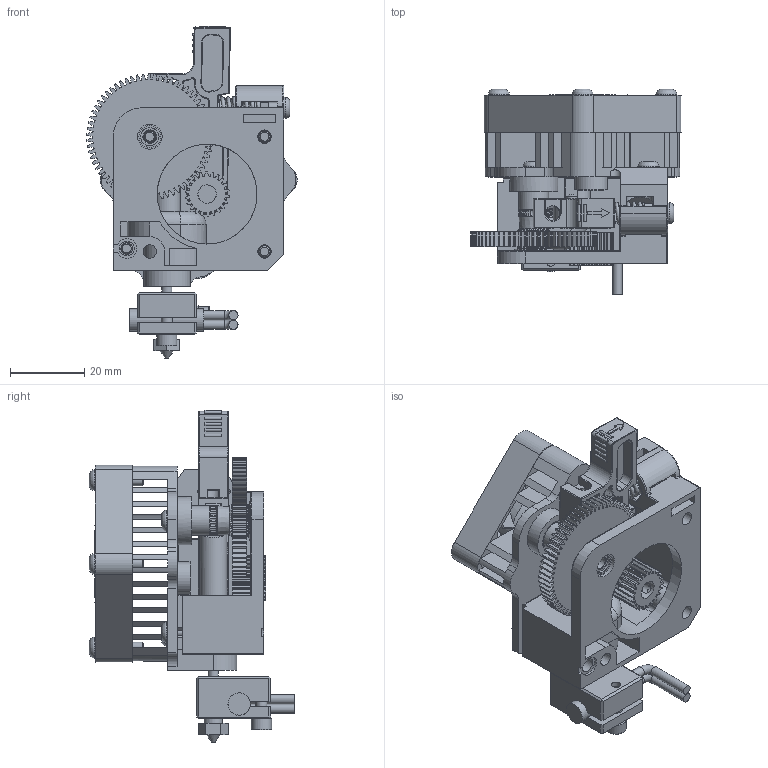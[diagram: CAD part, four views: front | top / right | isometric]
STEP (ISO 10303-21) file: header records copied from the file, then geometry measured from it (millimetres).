
FILE_DESCRIPTION(/* description */ (''),/* implementation_level */ '2;1');
FILE_NAME(/* name */ 'e3d titan areo 1.75.step',/* time_stamp */ '2017-04-21T16:51:27-07:00',/* author */ (''),/* organization */ (''),/* preprocessor_version */ 'ST-DEVELOPER v16.13',/* originating_system */ 'Autodesk Translation Framework v6.1.1.50',/* authorisation */ '');
FILE_SCHEMA (('AUTOMOTIVE_DESIGN { 1 0 10303 214 3 1 1 }'));
Products named in the file (24): e3d titan areo v6; Base; hobbed wheel; filament gear; motor gear; cover; 9x5x3mm bearing; m3x8; M3 nut; idler spring; tensioner; idler bearing pin; idler bearing; guide tube; Fan 40 X 40 X 10 v4; E3D v6 HotEnd - Heatbreak; E3D v6 HotEnd - Nozzle; E3D v6 HotEnd - Heat Block; Ceramic Cartridge Heater; Thermistor; HEXAGON SOCKET HEAD CAP SCREWS_SCB3-4; HEXAGON SOCKET HEAD CAP SCREWS_SCB3-10; Flat Washers_PWF3; ISO 7380 - M3 x 28 v1
Assembly tree (31 placements, depth 2):
  e3d titan areo v6
    Base
    9x5x3mm bearing  x2
    hobbed wheel
    filament gear
    motor gear
    cover
    m3x8
    M3 nut
    idler spring
    tensioner
    idler bearing pin
    idler bearing
    guide tube
    ISO 7380 - M3 x 28 v1  x8
    Fan 40 X 40 X 10 v4
    E3D v6 HotEnd - Heatbreak
    E3D v6 HotEnd - Nozzle
    E3D v6 HotEnd - Heat Block
    Ceramic Cartridge Heater
    Thermistor
    HEXAGON SOCKET HEAD CAP SCREWS_SCB3-4
    HEXAGON SOCKET HEAD CAP SCREWS_SCB3-10
    Flat Washers_PWF3
Bounding box: 56.81 x 55.52 x 89.69 mm (x, y, z)
Volume: 48121.3 mm3; surface area: 49729.1 mm2
Topology: 36 solids, 36 shells, 2162 faces, 5710 edges, 3676 vertices
Faces by surface type: plane 1061, cylinder 644, bspline 218, torus 137, cone 90, sphere 12
Full cylindrical faces by diameter (mm): 0.4 x1, 1 x1, 1.5 x2, 2 x3, 2.5 x11, 2.529 x1, 2.8 x2, 2.927 x1, 3 x14, 3.2 x2, 3.3 x6, 3.65 x3, 3.8 x1, 4 x2, 4.191 x1, 4.2 x1, 4.4 x1, 4.85 x2, 4.95 x4, 5 x8, 5.116 x1, 5.5 x3, 5.6 x1, 5.69 x1, 5.7 x8, 5.8 x1, 5.9 x4, 6 x5, 6.2 x1, 6.7 x1
Entity records: 70053 total; most frequent: CARTESIAN_POINT 20134, ORIENTED_EDGE 10520, DIRECTION 9826, EDGE_CURVE 5260, AXIS2_PLACEMENT_3D 3473, VERTEX_POINT 3454, LINE 2880, VECTOR 2880
